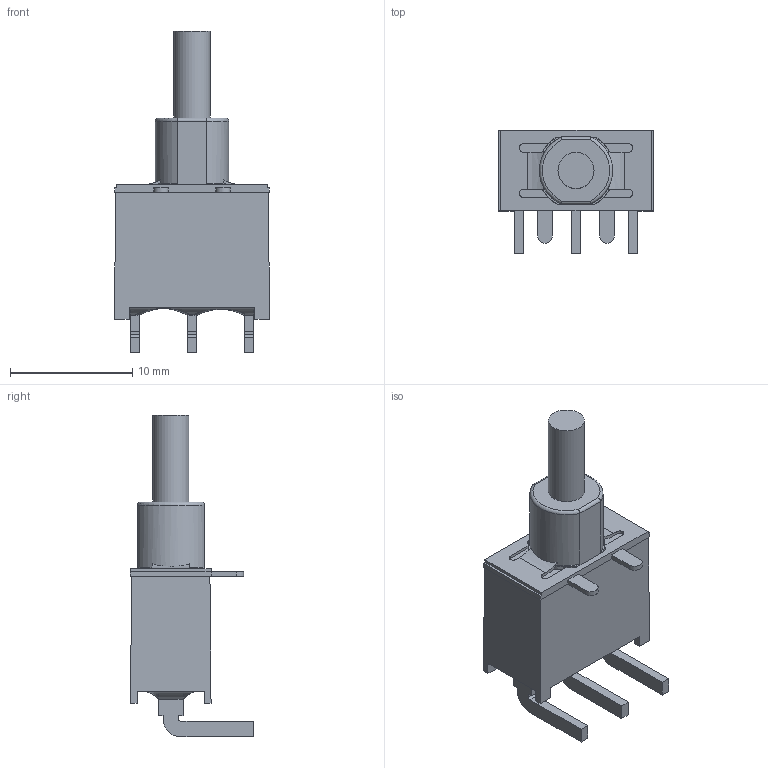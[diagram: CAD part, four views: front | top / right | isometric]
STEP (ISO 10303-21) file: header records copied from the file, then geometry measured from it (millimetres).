
FILE_DESCRIPTION((' '),'2;1');
FILE_NAME('700ASP7B21M6xE.stp','2017-07-31T08:51:38',(' '),(' '),' ','ACIS',' ');
FILE_SCHEMA(('CONFIG_CONTROL_DESIGN'));
Length unit declared in the file: inch
Products named in the file (1): 700ASP7B21M6xE.stp
Bounding box: 12.7 x 10.08 x 26.34 mm (x, y, z)
Volume: 1067.9 mm3; surface area: 892.3 mm2
Topology: 1 solids, 3 shells, 143 faces, 403 edges, 262 vertices
Faces by surface type: plane 98, cylinder 35, bspline 8, torus 2
Full cylindrical faces by diameter (mm): 2.96 x1
Entity records: 5154 total; most frequent: CARTESIAN_POINT 1337, ORIENTED_EDGE 796, DIRECTION 752, EDGE_CURVE 398, VECTOR 280, LINE 280, VERTEX_POINT 262, AXIS2_PLACEMENT_3D 236
